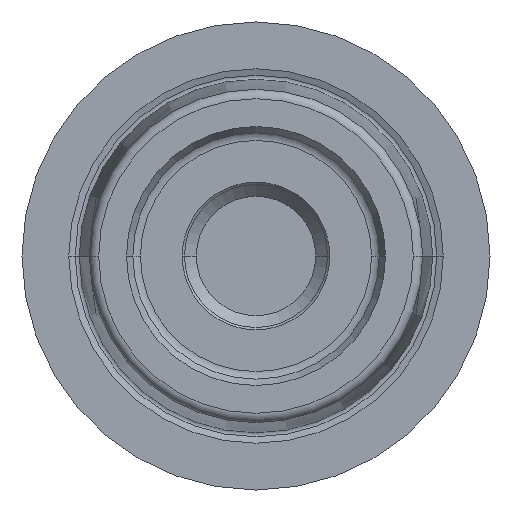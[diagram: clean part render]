
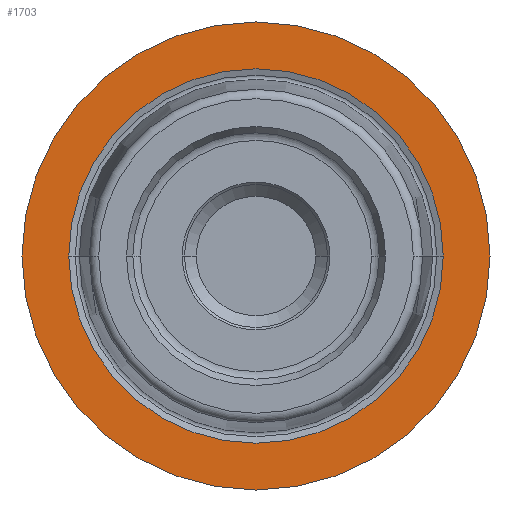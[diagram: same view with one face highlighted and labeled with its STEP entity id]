
A CAD part, left-side view. The second image highlights one B-rep face of the part: STEP entity #1703.
In plain terms, the highlighted planar face has unit normal (-1, 0, 0).
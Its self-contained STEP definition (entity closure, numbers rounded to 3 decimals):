
#452=CARTESIAN_POINT('',(0.,0.,0.));
#453=DIRECTION('',(1.,0.,0.));
#454=DIRECTION('',(0.,1.,0.));
#455=AXIS2_PLACEMENT_3D('',#452,#453,#454);
#457=CARTESIAN_POINT('',(0.,0.,0.));
#458=DIRECTION('',(-1.,0.,0.));
#459=DIRECTION('',(0.,1.,0.));
#460=AXIS2_PLACEMENT_3D('',#457,#458,#459);
#462=CARTESIAN_POINT('',(0.,0.,0.));
#463=DIRECTION('',(-1.,0.,0.));
#464=DIRECTION('',(0.,-1.,0.));
#465=AXIS2_PLACEMENT_3D('',#462,#463,#464);
#467=CARTESIAN_POINT('',(0.,0.,0.));
#468=DIRECTION('',(-1.,0.,0.));
#469=DIRECTION('',(0.,1.,0.));
#470=AXIS2_PLACEMENT_3D('',#467,#468,#469);
#836=CARTESIAN_POINT('',(0.,-16.004,0.));
#837=VERTEX_POINT('',#836);
#838=CARTESIAN_POINT('',(0.,16.004,0.));
#839=VERTEX_POINT('',#838);
#888=CARTESIAN_POINT('',(0.,20.,0.));
#889=CARTESIAN_POINT('',(0.,-20.,0.));
#890=VERTEX_POINT('',#888);
#891=VERTEX_POINT('',#889);
#1688=CARTESIAN_POINT('',(0.,0.,0.));
#1689=DIRECTION('',(1.,0.,0.));
#1690=DIRECTION('',(0.,-1.,0.));
#1691=AXIS2_PLACEMENT_3D('',#1688,#1689,#1690);
#1692=PLANE('',#1691);
#1694=ORIENTED_EDGE('',*,*,#1693,.T.);
#1696=ORIENTED_EDGE('',*,*,#1695,.F.);
#1697=EDGE_LOOP('',(#1694,#1696));
#1698=FACE_OUTER_BOUND('',#1697,.F.);
#1699=ORIENTED_EDGE('',*,*,#1670,.T.);
#1700=ORIENTED_EDGE('',*,*,#1681,.T.);
#1701=EDGE_LOOP('',(#1699,#1700));
#1702=FACE_BOUND('',#1701,.F.);
#1703=ADVANCED_FACE('',(#1698,#1702),#1692,.F.);
#456=CIRCLE('',#455,20.);
#461=CIRCLE('',#460,20.);
#466=CIRCLE('',#465,16.004);
#471=CIRCLE('',#470,16.004);
#1670=EDGE_CURVE('',#837,#839,#466,.T.);
#1681=EDGE_CURVE('',#839,#837,#471,.T.);
#1693=EDGE_CURVE('',#890,#891,#456,.T.);
#1695=EDGE_CURVE('',#890,#891,#461,.T.);
